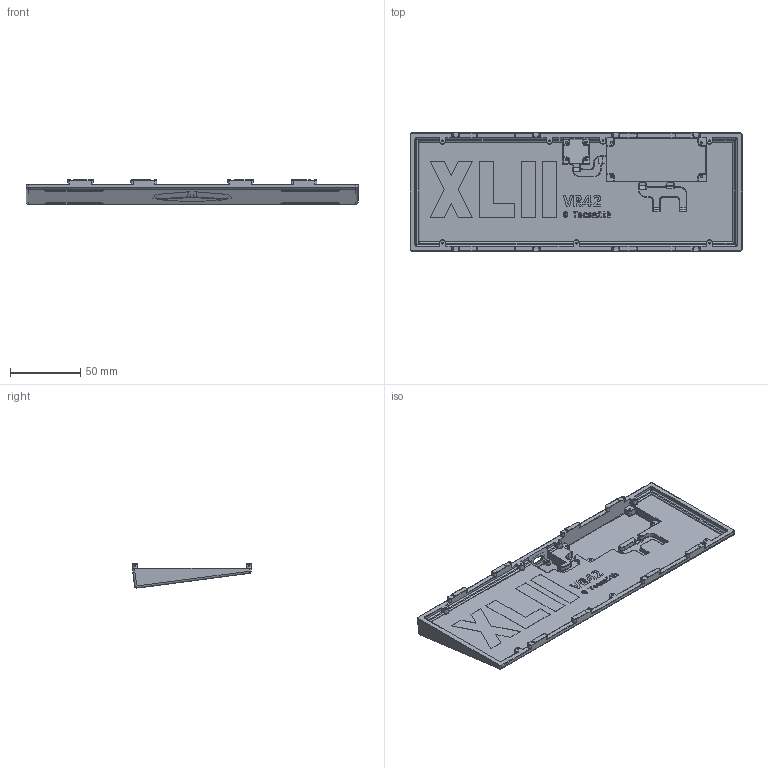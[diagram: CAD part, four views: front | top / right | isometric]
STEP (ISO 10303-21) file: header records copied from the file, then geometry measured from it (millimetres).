
FILE_DESCRIPTION(/* description */ ('','CAx-IF Rec.Pracs.---Representation and Presentation of Product Manufacturing Information (PMI)---4.0---2014-10-13'),/* implementation_level */ '2;1');
FILE_NAME(/* name */ '46e5e352-0f1a-4e08-ba2c-3c994833200c.stp',/* time_stamp */ '2024-11-22T11:47:45Z',/* author */ (''),/* organization */ (''),/* preprocessor_version */ 'ST-DEVELOPER v20',/* originating_system */ 'Autodesk Translation Framework v13.20.0.188',/* authorisation */ '');
FILE_SCHEMA (('AP242_MANAGED_MODEL_BASED_3D_ENGINEERING_MIM_LF { 1 0 10303 442 1 1 4 }'));
Length unit declared in the file: millimetre
Products named in the file (1): vr42_bottom_case
Bounding box: 236.9 x 84.5 x 17.31 mm (x, y, z)
Volume: 95839.8 mm3; surface area: 50802.9 mm2
Topology: 1 solids, 1 shells, 1274 faces, 3267 edges, 2016 vertices
Faces by surface type: cylinder 388, plane 357, bspline 260, torus 198, sphere 56, cone 15
Full cylindrical faces by diameter (mm): 1.271 x7, 1.623 x8
Entity records: 42070 total; most frequent: CARTESIAN_POINT 12618, ORIENTED_EDGE 6480, DIRECTION 5634, EDGE_CURVE 3240, AXIS2_PLACEMENT_3D 2031, VERTEX_POINT 2016, LINE 1572, VECTOR 1572
